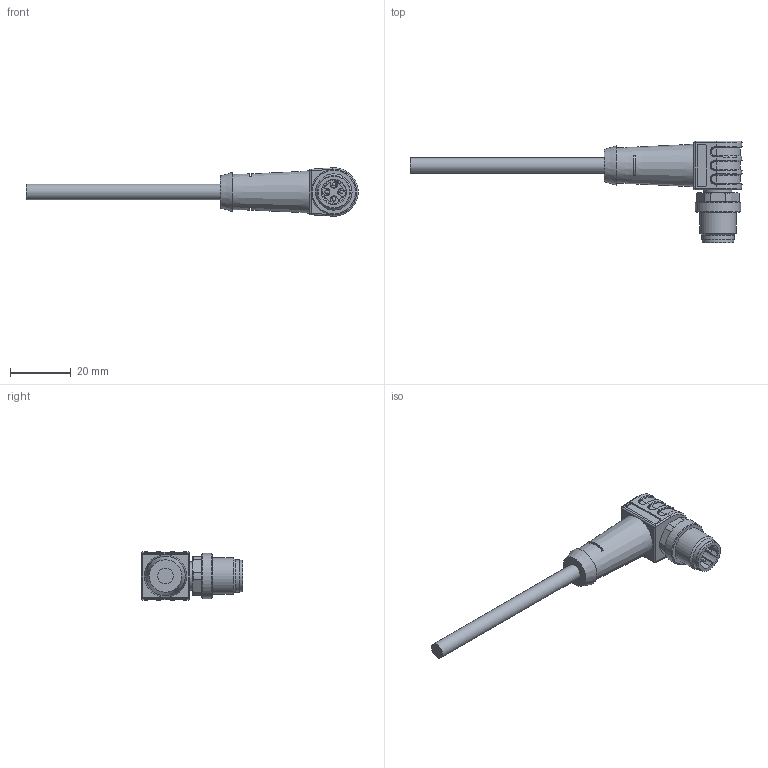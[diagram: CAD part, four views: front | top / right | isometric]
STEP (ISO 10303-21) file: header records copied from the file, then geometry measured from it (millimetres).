
FILE_DESCRIPTION(/* description */ (''),/* implementation_level */ '2;1');
FILE_NAME(/* name */ 'IE-WWASSY4_stp.stp',/* time_stamp */ '2016-09-09T11:52:17+02:00',/* author */ (''),/* organization */ (''),/* preprocessor_version */ 'ST-DEVELOPER v16',/* originating_system */ 'SIEMENS PLM Software NX 10.0',/* authorisation */ '');
FILE_SCHEMA (('AUTOMOTIVE_DESIGN { 1 0 10303 214 3 1 1 1 }'));
Length unit declared in the file: millimetre
Products named in the file (1): IE-WWASSY4_stp
Bounding box: 109.67 x 33.5 x 15.97 mm (x, y, z)
Volume: 10212 mm3; surface area: 4886.4 mm2
Topology: 1 solids, 1 shells, 289 faces, 722 edges, 446 vertices
Faces by surface type: plane 101, cylinder 100, torus 36, extrusion 25, cone 11, sphere 8, bspline 8
Full cylindrical faces by diameter (mm): 1 x4, 5.2 x1, 8.3 x1, 9.3 x1, 10.5 x1, 10.8 x1, 12 x1, 15 x1
Entity records: 8778 total; most frequent: CARTESIAN_POINT 2029, DIRECTION 1420, ORIENTED_EDGE 1364, EDGE_CURVE 682, AXIS2_PLACEMENT_3D 528, VERTEX_POINT 434, VECTOR 364, LINE 339
